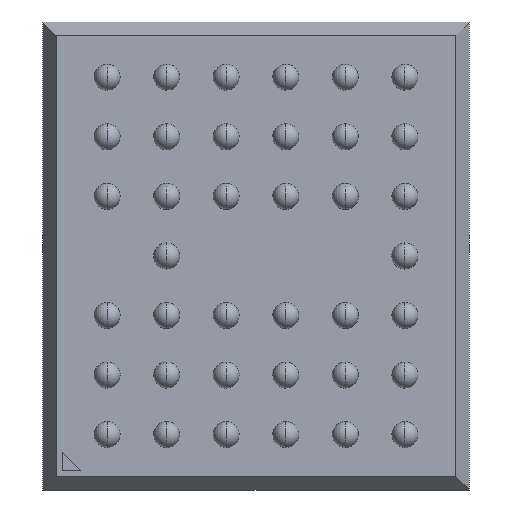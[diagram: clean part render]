
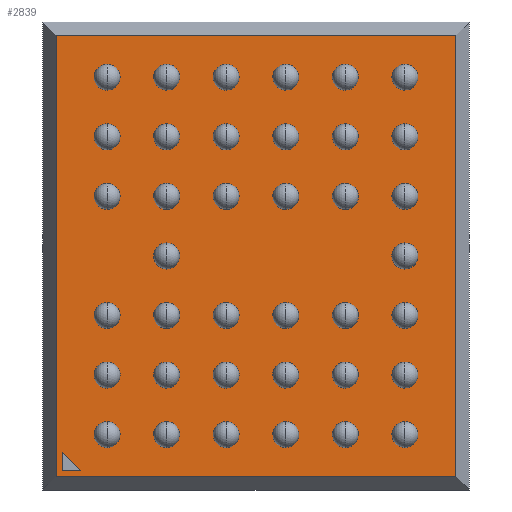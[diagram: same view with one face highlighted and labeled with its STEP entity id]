
A CAD part, front view. The second image highlights one B-rep face of the part: STEP entity #2839.
In plain terms, the highlighted planar face has unit normal (0, -1, 0).
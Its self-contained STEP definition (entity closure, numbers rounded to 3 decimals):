
#73 = ORIENTED_EDGE ( 'NONE', *, *, #2194, .F. ) ;
#98 = DIRECTION ( 'NONE',  ( 0., 0., -1. ) ) ;
#116 = LINE ( 'NONE', #765, #3592 ) ;
#148 = LINE ( 'NONE', #2285, #463 ) ;
#179 = LINE ( 'NONE', #3192, #3654 ) ;
#230 = CARTESIAN_POINT ( 'NONE',  ( 2.684, 0.21, 2.964 ) ) ;
#265 = ORIENTED_EDGE ( 'NONE', *, *, #946, .F. ) ;
#358 = ORIENTED_EDGE ( 'NONE', *, *, #2768, .T. ) ;
#463 = VECTOR ( 'NONE', #1400, 1000. ) ;
#469 = VERTEX_POINT ( 'NONE', #1706 ) ;
#494 = CARTESIAN_POINT ( 'NONE',  ( 0., 0.21, 2.964 ) ) ;
#574 = LINE ( 'NONE', #494, #3272 ) ;
#643 = VECTOR ( 'NONE', #1742, 1000. ) ;
#710 = CARTESIAN_POINT ( 'NONE',  ( -2.604, 0.21, -2.884 ) ) ;
#765 = CARTESIAN_POINT ( 'NONE',  ( 2.684, 0.21, 0. ) ) ;
#946 = EDGE_CURVE ( 'NONE', #2782, #1632, #3447, .T. ) ;
#1003 = VERTEX_POINT ( 'NONE', #3753 ) ;
#1069 = VERTEX_POINT ( 'NONE', #230 ) ;
#1179 = DIRECTION ( 'NONE',  ( 0., 0., 1. ) ) ;
#1199 = DIRECTION ( 'NONE',  ( 0., 1., 0. ) ) ;
#1371 = DIRECTION ( 'NONE',  ( 0., 0., 1. ) ) ;
#1400 = DIRECTION ( 'NONE',  ( 0., 0., -1. ) ) ;
#1516 = CARTESIAN_POINT ( 'NONE',  ( 2.684, 0.21, -2.964 ) ) ;
#1546 = EDGE_CURVE ( 'NONE', #1632, #2987, #2828, .T. ) ;
#1567 = CARTESIAN_POINT ( 'NONE',  ( -2.604, 0.21, -2.634 ) ) ;
#1632 = VERTEX_POINT ( 'NONE', #2642 ) ;
#1706 = CARTESIAN_POINT ( 'NONE',  ( -2.684, 0.21, -2.964 ) ) ;
#1742 = DIRECTION ( 'NONE',  ( 1., 0., 0. ) ) ;
#1783 = FACE_OUTER_BOUND ( 'NONE', #1871, .T. ) ;
#1871 = EDGE_LOOP ( 'NONE', ( #3385, #2685, #3140, #358 ) ) ;
#2037 = CARTESIAN_POINT ( 'NONE',  ( -2.604, 0.21, -2.884 ) ) ;
#2138 = EDGE_CURVE ( 'NONE', #2824, #1069, #116, .T. ) ;
#2194 = EDGE_CURVE ( 'NONE', #2987, #2782, #179, .T. ) ;
#2265 = EDGE_CURVE ( 'NONE', #1069, #1003, #574, .T. ) ;
#2285 = CARTESIAN_POINT ( 'NONE',  ( -2.684, 0.21, 0. ) ) ;
#2642 = CARTESIAN_POINT ( 'NONE',  ( -2.604, 0.21, -2.634 ) ) ;
#2685 = ORIENTED_EDGE ( 'NONE', *, *, #2265, .T. ) ;
#2768 = EDGE_CURVE ( 'NONE', #469, #2824, #3621, .T. ) ;
#2774 = PLANE ( 'NONE',  #3148 ) ;
#2782 = VERTEX_POINT ( 'NONE', #3322 ) ;
#2789 = VECTOR ( 'NONE', #98, 1000. ) ;
#2824 = VERTEX_POINT ( 'NONE', #1516 ) ;
#2828 = LINE ( 'NONE', #2037, #2789 ) ;
#2839 = ADVANCED_FACE ( 'NONE', ( #3378, #1783 ), #2774, .F. ) ;
#2873 = ORIENTED_EDGE ( 'NONE', *, *, #1546, .F. ) ;
#2910 = EDGE_LOOP ( 'NONE', ( #2873, #265, #73 ) ) ;
#2987 = VERTEX_POINT ( 'NONE', #710 ) ;
#3140 = ORIENTED_EDGE ( 'NONE', *, *, #3705, .T. ) ;
#3148 = AXIS2_PLACEMENT_3D ( 'NONE', #3929, #1199, #1179 ) ;
#3192 = CARTESIAN_POINT ( 'NONE',  ( -2.354, 0.21, -2.884 ) ) ;
#3272 = VECTOR ( 'NONE', #3570, 1000. ) ;
#3322 = CARTESIAN_POINT ( 'NONE',  ( -2.354, 0.21, -2.884 ) ) ;
#3378 = FACE_BOUND ( 'NONE', #2910, .T. ) ;
#3385 = ORIENTED_EDGE ( 'NONE', *, *, #2138, .T. ) ;
#3447 = LINE ( 'NONE', #1567, #3711 ) ;
#3570 = DIRECTION ( 'NONE',  ( -1., 0., 0. ) ) ;
#3582 = CARTESIAN_POINT ( 'NONE',  ( 0., 0.21, -2.964 ) ) ;
#3592 = VECTOR ( 'NONE', #1371, 1000. ) ;
#3621 = LINE ( 'NONE', #3582, #643 ) ;
#3654 = VECTOR ( 'NONE', #3865, 1000. ) ;
#3705 = EDGE_CURVE ( 'NONE', #1003, #469, #148, .T. ) ;
#3711 = VECTOR ( 'NONE', #3734, 1000. ) ;
#3734 = DIRECTION ( 'NONE',  ( -0.707, 0., 0.707 ) ) ;
#3753 = CARTESIAN_POINT ( 'NONE',  ( -2.684, 0.21, 2.964 ) ) ;
#3865 = DIRECTION ( 'NONE',  ( 1., 0., 0. ) ) ;
#3929 = CARTESIAN_POINT ( 'NONE',  ( 0., 0.21, 0. ) ) ;
